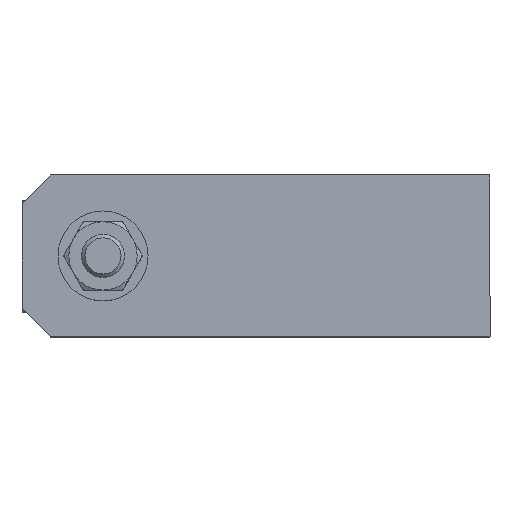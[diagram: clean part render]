
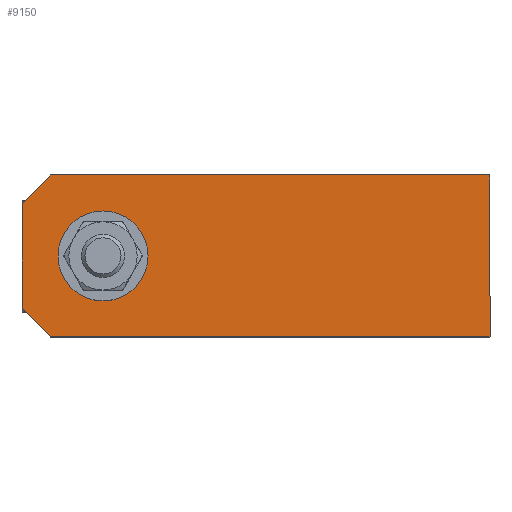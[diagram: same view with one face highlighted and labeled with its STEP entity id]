
A CAD part, top view. The second image highlights one B-rep face of the part: STEP entity #9150.
In plain terms, the highlighted planar face has unit normal (0, 0, 1).
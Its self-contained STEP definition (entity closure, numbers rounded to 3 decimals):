
#20 = CARTESIAN_POINT ( 'NONE',  ( -48., -7., 3. ) ) ;
#29 = VERTEX_POINT ( 'NONE', #14577 ) ;
#140 = EDGE_CURVE ( 'NONE', #8610, #18752, #20267, .T. ) ;
#392 = VECTOR ( 'NONE', #21243, 1000. ) ;
#765 = VERTEX_POINT ( 'NONE', #16160 ) ;
#1205 = CARTESIAN_POINT ( 'NONE',  ( -37., 0., 3. ) ) ;
#1566 = ORIENTED_EDGE ( 'NONE', *, *, #19528, .F. ) ;
#1762 = EDGE_CURVE ( 'NONE', #15767, #8610, #4783, .T. ) ;
#2466 = VECTOR ( 'NONE', #18686, 1000. ) ;
#3149 = DIRECTION ( 'NONE',  ( 1., 0., 0. ) ) ;
#3528 = LINE ( 'NONE', #20, #2466 ) ;
#3554 = PLANE ( 'NONE',  #20026 ) ;
#3733 = VECTOR ( 'NONE', #16248, 1000. ) ;
#3877 = ORIENTED_EDGE ( 'NONE', *, *, #13101, .F. ) ;
#4620 = CIRCLE ( 'NONE', #18745, 7. ) ;
#4626 = CARTESIAN_POINT ( 'NONE',  ( -57., 22.5, 3. ) ) ;
#4627 = DIRECTION ( 'NONE',  ( 1., 0., 0. ) ) ;
#4636 = CARTESIAN_POINT ( 'NONE',  ( -65., -22.5, 3. ) ) ;
#4755 = EDGE_CURVE ( 'NONE', #16292, #15767, #18371, .T. ) ;
#4783 = LINE ( 'NONE', #10038, #8932 ) ;
#5152 = DIRECTION ( 'NONE',  ( 0., 0., 1. ) ) ;
#5376 = LINE ( 'NONE', #20061, #7728 ) ;
#5522 = VERTEX_POINT ( 'NONE', #4626 ) ;
#5594 = ORIENTED_EDGE ( 'NONE', *, *, #1762, .T. ) ;
#5619 = ORIENTED_EDGE ( 'NONE', *, *, #10953, .F. ) ;
#5984 = EDGE_CURVE ( 'NONE', #5522, #16292, #18844, .T. ) ;
#6288 = CARTESIAN_POINT ( 'NONE',  ( -57., -22.5, 3. ) ) ;
#6575 = DIRECTION ( 'NONE',  ( 1., 0., 0. ) ) ;
#7556 = ORIENTED_EDGE ( 'NONE', *, *, #5984, .T. ) ;
#7571 = ORIENTED_EDGE ( 'NONE', *, *, #20317, .T. ) ;
#7657 = CARTESIAN_POINT ( 'NONE',  ( -48., 0., 3. ) ) ;
#7728 = VECTOR ( 'NONE', #11620, 1000. ) ;
#8041 = CIRCLE ( 'NONE', #17727, 7. ) ;
#8376 = DIRECTION ( 'NONE',  ( 0., 0., 1. ) ) ;
#8610 = VERTEX_POINT ( 'NONE', #6288 ) ;
#8704 = ORIENTED_EDGE ( 'NONE', *, *, #4755, .T. ) ;
#8895 = DIRECTION ( 'NONE',  ( 0., -1., 0. ) ) ;
#8932 = VECTOR ( 'NONE', #21765, 1000. ) ;
#9087 = EDGE_CURVE ( 'NONE', #17073, #5522, #5376, .T. ) ;
#9150 = ADVANCED_FACE ( 'NONE', ( #19571, #9302 ), #3554, .T. ) ;
#9302 = FACE_BOUND ( 'NONE', #15296, .T. ) ;
#9425 = CARTESIAN_POINT ( 'NONE',  ( 65., 22.5, 3. ) ) ;
#9544 = CARTESIAN_POINT ( 'NONE',  ( -39.75, 39.75, 3. ) ) ;
#9914 = VECTOR ( 'NONE', #13123, 1000. ) ;
#10038 = CARTESIAN_POINT ( 'NONE',  ( -39.75, -39.75, 3. ) ) ;
#10953 = EDGE_CURVE ( 'NONE', #29, #21284, #3528, .T. ) ;
#11124 = ORIENTED_EDGE ( 'NONE', *, *, #13858, .F. ) ;
#11189 = CARTESIAN_POINT ( 'NONE',  ( -65., -14.5, 3. ) ) ;
#11271 = CARTESIAN_POINT ( 'NONE',  ( 65., 22.5, 3. ) ) ;
#11620 = DIRECTION ( 'NONE',  ( -1., 0., 0. ) ) ;
#12428 = EDGE_LOOP ( 'NONE', ( #8704, #5594, #13782, #7571, #17597, #7556 ) ) ;
#12838 = VECTOR ( 'NONE', #8895, 1000. ) ;
#13101 = EDGE_CURVE ( 'NONE', #16025, #29, #8041, .T. ) ;
#13123 = DIRECTION ( 'NONE',  ( -0.707, -0.707, 0. ) ) ;
#13782 = ORIENTED_EDGE ( 'NONE', *, *, #140, .T. ) ;
#13858 = EDGE_CURVE ( 'NONE', #21284, #765, #4620, .T. ) ;
#14427 = DIRECTION ( 'NONE',  ( -1., 0., 0. ) ) ;
#14545 = DIRECTION ( 'NONE',  ( 0., 0., 1. ) ) ;
#14577 = CARTESIAN_POINT ( 'NONE',  ( -48., -7., 3. ) ) ;
#15168 = CARTESIAN_POINT ( 'NONE',  ( -48., 7., 3. ) ) ;
#15296 = EDGE_LOOP ( 'NONE', ( #5619, #3877, #1566, #11124 ) ) ;
#15476 = CARTESIAN_POINT ( 'NONE',  ( 65., -22.5, 3. ) ) ;
#15767 = VERTEX_POINT ( 'NONE', #11189 ) ;
#16025 = VERTEX_POINT ( 'NONE', #15168 ) ;
#16160 = CARTESIAN_POINT ( 'NONE',  ( -37., 7., 3. ) ) ;
#16207 = LINE ( 'NONE', #19469, #16735 ) ;
#16248 = DIRECTION ( 'NONE',  ( 1., 0., 0. ) ) ;
#16292 = VERTEX_POINT ( 'NONE', #16630 ) ;
#16630 = CARTESIAN_POINT ( 'NONE',  ( -65., 14.5, 3. ) ) ;
#16646 = CARTESIAN_POINT ( 'NONE',  ( 0., 0., 3. ) ) ;
#16735 = VECTOR ( 'NONE', #14427, 1000. ) ;
#17002 = CARTESIAN_POINT ( 'NONE',  ( -65., 22.5, 3. ) ) ;
#17073 = VERTEX_POINT ( 'NONE', #11271 ) ;
#17597 = ORIENTED_EDGE ( 'NONE', *, *, #9087, .T. ) ;
#17727 = AXIS2_PLACEMENT_3D ( 'NONE', #7657, #14545, #3149 ) ;
#18371 = LINE ( 'NONE', #17002, #12838 ) ;
#18686 = DIRECTION ( 'NONE',  ( 1., 0., 0. ) ) ;
#18745 = AXIS2_PLACEMENT_3D ( 'NONE', #1205, #5152, #4627 ) ;
#18752 = VERTEX_POINT ( 'NONE', #15476 ) ;
#18808 = LINE ( 'NONE', #9425, #392 ) ;
#18844 = LINE ( 'NONE', #9544, #9914 ) ;
#19379 = CARTESIAN_POINT ( 'NONE',  ( -37., -7., 3. ) ) ;
#19469 = CARTESIAN_POINT ( 'NONE',  ( -48., 7., 3. ) ) ;
#19528 = EDGE_CURVE ( 'NONE', #765, #16025, #16207, .T. ) ;
#19571 = FACE_OUTER_BOUND ( 'NONE', #12428, .T. ) ;
#20026 = AXIS2_PLACEMENT_3D ( 'NONE', #16646, #8376, #6575 ) ;
#20061 = CARTESIAN_POINT ( 'NONE',  ( -65., 22.5, 3. ) ) ;
#20267 = LINE ( 'NONE', #4636, #3733 ) ;
#20317 = EDGE_CURVE ( 'NONE', #18752, #17073, #18808, .T. ) ;
#21243 = DIRECTION ( 'NONE',  ( 0., 1., 0. ) ) ;
#21284 = VERTEX_POINT ( 'NONE', #19379 ) ;
#21765 = DIRECTION ( 'NONE',  ( 0.707, -0.707, 0. ) ) ;
